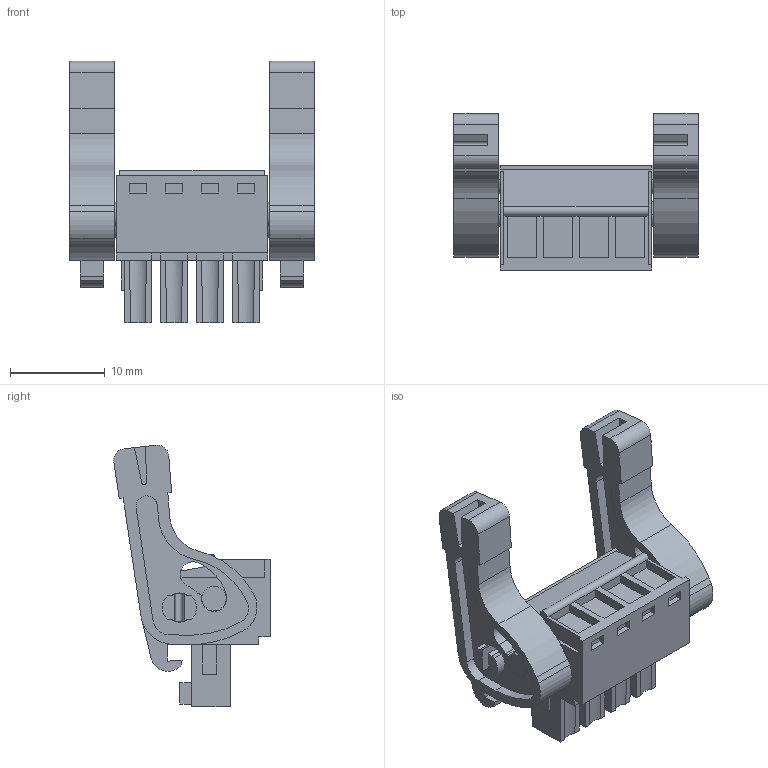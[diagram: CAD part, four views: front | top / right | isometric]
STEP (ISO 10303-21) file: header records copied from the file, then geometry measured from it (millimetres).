
FILE_DESCRIPTION(('CATIA V5 STEP','CAx-IF Rec.Pracs.--- Model Styling and Organization---1.2---2011-12-15'),'2;1');
FILE_NAME ('D1462218_0_2442520000_2442520000.stp','2017-07-31T14:58:31+00:00',('none'),('Weidmueller'),'CATIA Version 5-6 Release 2014','CATIA V5 STEP AP214','none');
FILE_SCHEMA(('AUTOMOTIVE_DESIGN { 1 0 10303 214 1 1 1 1 }'));
Length unit declared in the file: millimetre
Products named in the file (1): 2442520000
Bounding box: 25.83 x 16.55 x 27.68 mm (x, y, z)
Volume: 2783 mm3; surface area: 3337.5 mm2
Topology: 7 solids, 7 shells, 386 faces, 1037 edges, 686 vertices
Faces by surface type: plane 267, cylinder 119
Entity records: 11848 total; most frequent: CARTESIAN_POINT 2179, ORIENTED_EDGE 2060, DIRECTION 1610, EDGE_CURVE 1030, VECTOR 746, LINE 746, VERTEX_POINT 684, AXIS2_PLACEMENT_3D 558
